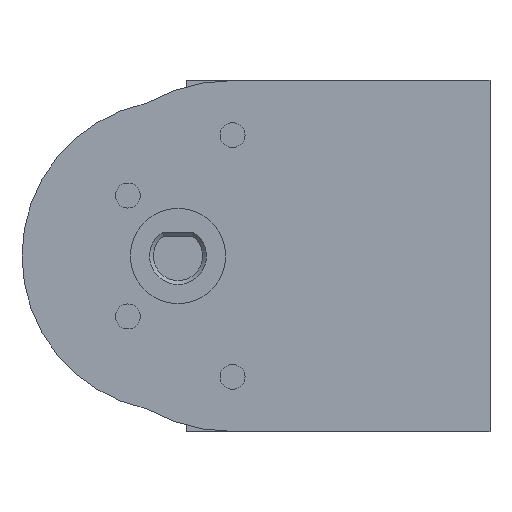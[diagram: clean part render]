
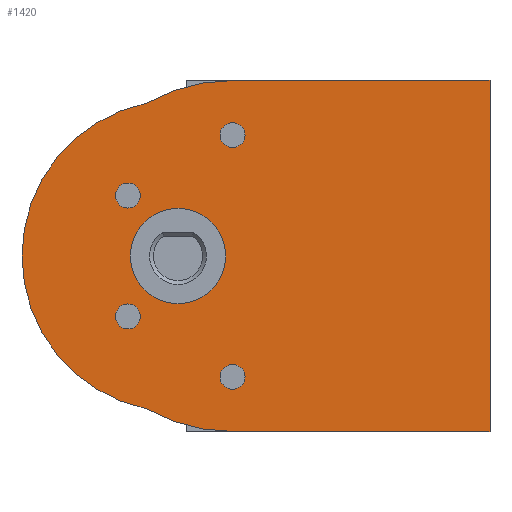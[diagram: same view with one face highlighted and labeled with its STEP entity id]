
A CAD part, front view. The second image highlights one B-rep face of the part: STEP entity #1420.
In plain terms, the highlighted planar face has unit normal (0, -1, 0).
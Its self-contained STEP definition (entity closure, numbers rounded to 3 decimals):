
#35=FACE_BOUND('',#354,.T.);
#36=FACE_BOUND('',#355,.T.);
#37=FACE_BOUND('',#356,.T.);
#38=FACE_BOUND('',#357,.T.);
#39=FACE_BOUND('',#358,.T.);
#97=CIRCLE('',#1554,1.6);
#98=CIRCLE('',#1556,1.6);
#99=CIRCLE('',#1558,6.1);
#101=CIRCLE('',#1561,1.6);
#102=CIRCLE('',#1563,1.6);
#104=CIRCLE('',#1566,22.5);
#106=CIRCLE('',#1571,22.5);
#108=CIRCLE('',#1574,20.);
#262=FACE_OUTER_BOUND('',#353,.T.);
#353=EDGE_LOOP('',(#1258,#1259,#1260,#1261,#1262,#1263));
#354=EDGE_LOOP('',(#1264));
#355=EDGE_LOOP('',(#1265));
#356=EDGE_LOOP('',(#1266));
#357=EDGE_LOOP('',(#1267));
#358=EDGE_LOOP('',(#1268));
#445=LINE('',#2969,#541);
#462=LINE('',#3046,#558);
#464=LINE('',#3051,#560);
#541=VECTOR('',#1816,10.);
#558=VECTOR('',#1905,10.);
#560=VECTOR('',#1909,10.);
#670=VERTEX_POINT('',#2966);
#671=VERTEX_POINT('',#2968);
#686=VERTEX_POINT('',#3014);
#687=VERTEX_POINT('',#3018);
#688=VERTEX_POINT('',#3022);
#690=VERTEX_POINT('',#3028);
#691=VERTEX_POINT('',#3032);
#694=VERTEX_POINT('',#3039);
#695=VERTEX_POINT('',#3041);
#697=VERTEX_POINT('',#3050);
#699=VERTEX_POINT('',#3056);
#849=EDGE_CURVE('',#670,#671,#445,.T.);
#870=EDGE_CURVE('',#686,#686,#97,.T.);
#872=EDGE_CURVE('',#687,#687,#98,.T.);
#874=EDGE_CURVE('',#688,#688,#99,.T.);
#877=EDGE_CURVE('',#690,#690,#101,.T.);
#879=EDGE_CURVE('',#691,#691,#102,.T.);
#883=EDGE_CURVE('',#695,#694,#104,.T.);
#886=EDGE_CURVE('',#695,#670,#462,.T.);
#888=EDGE_CURVE('',#697,#671,#464,.T.);
#891=EDGE_CURVE('',#699,#697,#106,.T.);
#894=EDGE_CURVE('',#694,#699,#108,.T.);
#1258=ORIENTED_EDGE('',*,*,#894,.T.);
#1259=ORIENTED_EDGE('',*,*,#891,.T.);
#1260=ORIENTED_EDGE('',*,*,#888,.T.);
#1261=ORIENTED_EDGE('',*,*,#849,.F.);
#1262=ORIENTED_EDGE('',*,*,#886,.F.);
#1263=ORIENTED_EDGE('',*,*,#883,.T.);
#1264=ORIENTED_EDGE('',*,*,#879,.T.);
#1265=ORIENTED_EDGE('',*,*,#877,.T.);
#1266=ORIENTED_EDGE('',*,*,#874,.T.);
#1267=ORIENTED_EDGE('',*,*,#872,.T.);
#1268=ORIENTED_EDGE('',*,*,#870,.T.);
#1343=PLANE('',#1575);
#1420=ADVANCED_FACE('',(#262,#35,#36,#37,#38,#39),#1343,.T.);
#1554=AXIS2_PLACEMENT_3D('',#3015,#1869,#1870);
#1556=AXIS2_PLACEMENT_3D('',#3019,#1874,#1875);
#1558=AXIS2_PLACEMENT_3D('',#3023,#1879,#1880);
#1561=AXIS2_PLACEMENT_3D('',#3029,#1886,#1887);
#1563=AXIS2_PLACEMENT_3D('',#3033,#1891,#1892);
#1566=AXIS2_PLACEMENT_3D('',#3042,#1899,#1900);
#1571=AXIS2_PLACEMENT_3D('',#3057,#1915,#1916);
#1574=AXIS2_PLACEMENT_3D('',#3061,#1922,#1923);
#1575=AXIS2_PLACEMENT_3D('',#3062,#1924,#1925);
#1816=DIRECTION('',(0.,0.,-1.));
#1869=DIRECTION('center_axis',(0.,1.,0.));
#1870=DIRECTION('ref_axis',(0.,0.,1.));
#1874=DIRECTION('center_axis',(0.,1.,0.));
#1875=DIRECTION('ref_axis',(0.,0.,1.));
#1879=DIRECTION('center_axis',(0.,1.,0.));
#1880=DIRECTION('ref_axis',(0.,0.,1.));
#1886=DIRECTION('center_axis',(0.,1.,0.));
#1887=DIRECTION('ref_axis',(0.,0.,1.));
#1891=DIRECTION('center_axis',(0.,1.,0.));
#1892=DIRECTION('ref_axis',(0.,0.,1.));
#1899=DIRECTION('center_axis',(0.,-1.,0.));
#1900=DIRECTION('ref_axis',(0.,0.,1.));
#1905=DIRECTION('',(1.,0.,0.));
#1909=DIRECTION('',(1.,0.,0.));
#1915=DIRECTION('center_axis',(0.,-1.,0.));
#1916=DIRECTION('ref_axis',(0.,0.,1.));
#1922=DIRECTION('center_axis',(0.,-1.,0.));
#1923=DIRECTION('ref_axis',(0.,0.,1.));
#1924=DIRECTION('center_axis',(0.,-1.,0.));
#1925=DIRECTION('ref_axis',(0.,0.,1.));
#2966=CARTESIAN_POINT('',(40.,-23.,22.5));
#2968=CARTESIAN_POINT('',(40.,-23.,-22.5));
#2969=CARTESIAN_POINT('',(40.,-23.,-22.5));
#3014=CARTESIAN_POINT('',(7.,-23.,-17.1));
#3015=CARTESIAN_POINT('Origin',(7.,-23.,-15.5));
#3018=CARTESIAN_POINT('',(-6.423,-23.,6.15));
#3019=CARTESIAN_POINT('Origin',(-6.423,-23.,7.75));
#3022=CARTESIAN_POINT('',(0.,-23.,-6.1));
#3023=CARTESIAN_POINT('Origin',(0.,-23.,0.));
#3028=CARTESIAN_POINT('',(7.,-23.,13.9));
#3029=CARTESIAN_POINT('Origin',(7.,-23.,15.5));
#3032=CARTESIAN_POINT('',(-6.423,-23.,-9.35));
#3033=CARTESIAN_POINT('Origin',(-6.423,-23.,-7.75));
#3039=CARTESIAN_POINT('',(-4.089,-23.,19.577));
#3041=CARTESIAN_POINT('',(7.,-23.,22.5));
#3042=CARTESIAN_POINT('Origin',(7.,-23.,0.));
#3046=CARTESIAN_POINT('',(30.,-23.,22.5));
#3050=CARTESIAN_POINT('',(7.,-23.,-22.5));
#3051=CARTESIAN_POINT('',(30.,-23.,-22.5));
#3056=CARTESIAN_POINT('',(-4.089,-23.,-19.577));
#3057=CARTESIAN_POINT('Origin',(7.,-23.,0.));
#3061=CARTESIAN_POINT('Origin',(0.,-23.,0.));
#3062=CARTESIAN_POINT('Origin',(4.75,-23.,0.));
